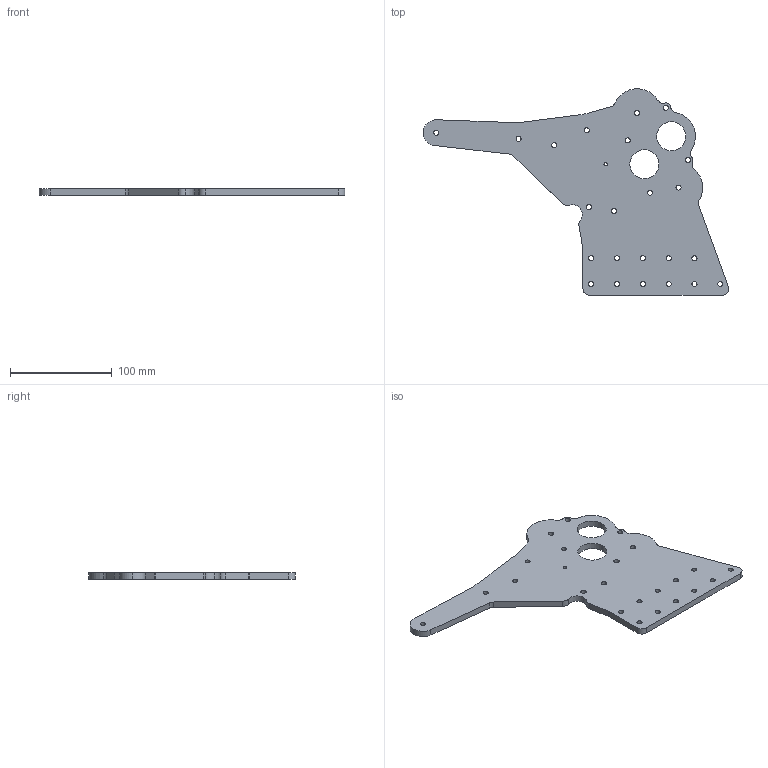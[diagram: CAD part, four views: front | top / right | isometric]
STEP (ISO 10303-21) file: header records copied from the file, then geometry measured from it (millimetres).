
FILE_DESCRIPTION (( 'STEP AP214' ), '1' );
FILE_NAME ('599-24-season-ID-P-0002.STEP', '2024-02-01T23:33:03', ( '' ), ( '' ), 'SwSTEP 2.0', 'SolidWorks 2023', '' );
FILE_SCHEMA (( 'AUTOMOTIVE_DESIGN' ));
Length unit declared in the file: inch
Products named in the file (1): 599-24-season-ID-P-0002
Bounding box: 300.37 x 203.08 x 6.35 mm (x, y, z)
Volume: 177474.4 mm3; surface area: 64990 mm2
Topology: 1 solids, 1 shells, 91 faces, 267 edges, 178 vertices
Faces by surface type: cylinder 80, plane 11
Entity records: 3252 total; most frequent: DIRECTION 611, CARTESIAN_POINT 537, ORIENTED_EDGE 534, EDGE_CURVE 267, AXIS2_PLACEMENT_3D 252, VERTEX_POINT 178, CIRCLE 160, EDGE_LOOP 143
